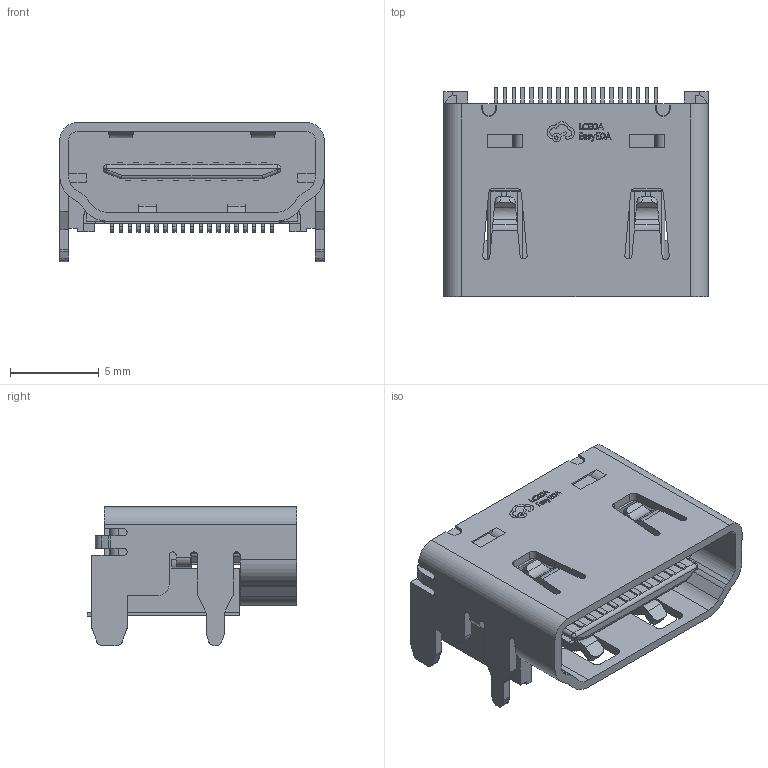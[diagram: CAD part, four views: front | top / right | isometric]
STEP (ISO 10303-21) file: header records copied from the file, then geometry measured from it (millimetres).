
FILE_DESCRIPTION (( 'STEP AP214' ), '1' );
FILE_NAME ('HDMI-SMD_HD-A-05H9192N.STEP', '2023-10-11T02:49:32', ( 'PC' ), ( 'Microsoft' ), 'SwSTEP 2.0', 'SolidWorks 2020', '' );
FILE_SCHEMA (( 'AUTOMOTIVE_DESIGN' ));
Length unit declared in the file: millimetre
Products named in the file (1): HDMI-SMD_HD-A-05H9192N
Bounding box: 14.9 x 11.8 x 7.84 mm (x, y, z)
Volume: 514.9 mm3; surface area: 1382.6 mm2
Topology: 2 solids, 2 shells, 864 faces, 2398 edges, 1572 vertices
Faces by surface type: plane 576, cylinder 184, bspline 98, sphere 6
Entity records: 37357 total; most frequent: CARTESIAN_POINT 6215, ORIENTED_EDGE 4788, DIRECTION 4044, EDGE_CURVE 2394, LINE 1826, VECTOR 1826, VERTEX_POINT 1572, AXIS2_PLACEMENT_3D 1109
